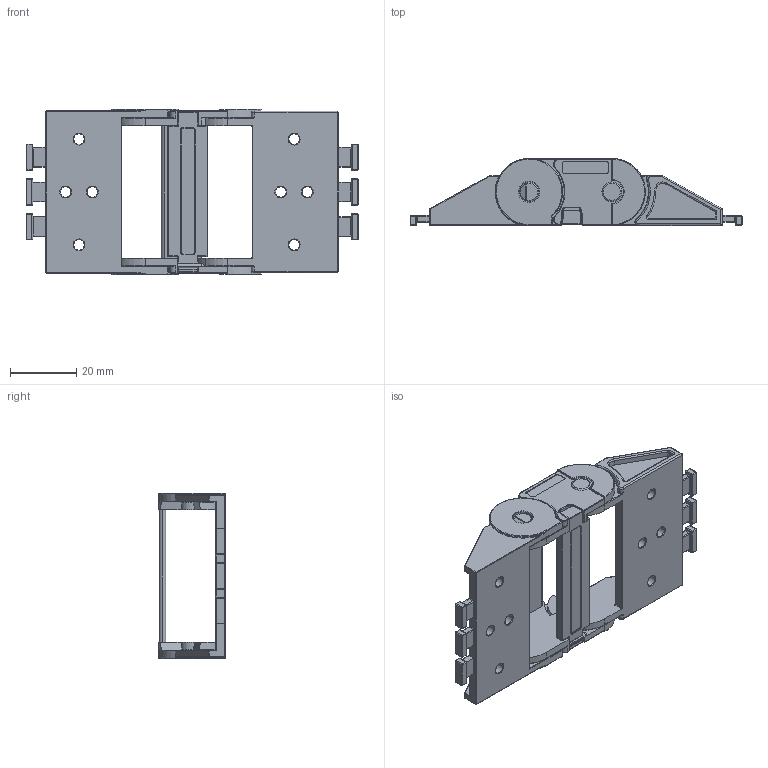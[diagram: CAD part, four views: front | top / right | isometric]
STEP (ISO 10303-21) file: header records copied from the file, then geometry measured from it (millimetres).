
FILE_DESCRIPTION (( 'STEP AP214' ), '1' );
FILE_NAME ('CK15-B040-AYAK.STEP', '2019-09-10T08:59:36', ( '' ), ( '' ), 'SwSTEP 2.0', 'SolidWorks 2017', '' );
FILE_SCHEMA (( 'AUTOMOTIVE_DESIGN' ));
Length unit declared in the file: millimetre
Products named in the file (1): CK15-B040-AYAK
Bounding box: 100.31 x 20.2 x 50 mm (x, y, z)
Volume: 18156.3 mm3; surface area: 17681.5 mm2
Topology: 4 solids, 4 shells, 939 faces, 2287 edges, 1281 vertices
Faces by surface type: cylinder 441, plane 201, torus 172, sphere 76, bspline 31, cone 18
Entity records: 27472 total; most frequent: CARTESIAN_POINT 5678, DIRECTION 4968, ORIENTED_EDGE 4394, EDGE_CURVE 2197, AXIS2_PLACEMENT_3D 2002, VERTEX_POINT 1278, CIRCLE 1093, EDGE_LOOP 977
